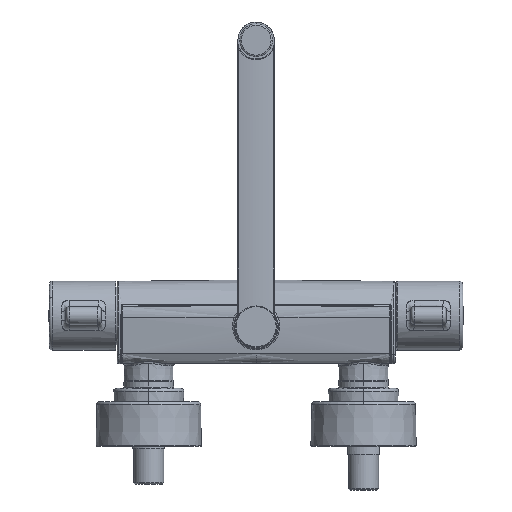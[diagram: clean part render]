
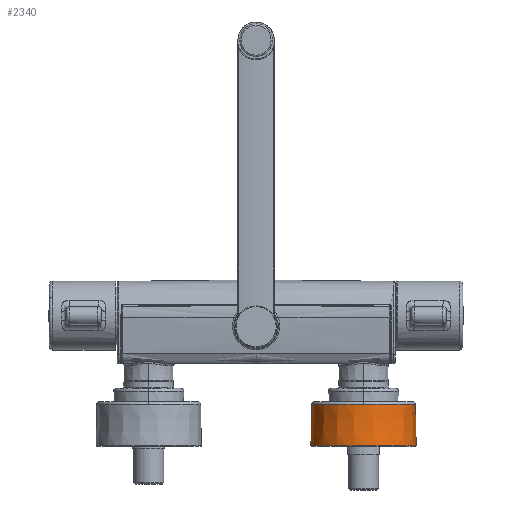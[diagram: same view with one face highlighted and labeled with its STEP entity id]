
A CAD part, front view. The second image highlights one B-rep face of the part: STEP entity #2340.
In plain terms, the highlighted conical face has half-angle 1 degrees and reference radius 36.2 mm.
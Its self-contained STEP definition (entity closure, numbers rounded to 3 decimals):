
#420 = VERTEX_POINT ( 'NONE', #23034 ) ;
#468 = DIRECTION ( 'NONE',  ( 0., -1., 0. ) ) ;
#2236 = VERTEX_POINT ( 'NONE', #25908 ) ;
#2340 = ADVANCED_FACE ( 'NONE', ( #33576 ), #21138, .T. ) ;
#3972 = CARTESIAN_POINT ( 'NONE',  ( 1097.721, 1359.706, 2139.69 ) ) ;
#6999 = CIRCLE ( 'NONE', #8307, 36.234 ) ;
#7423 = DIRECTION ( 'NONE',  ( 0., 0., 1. ) ) ;
#7463 = AXIS2_PLACEMENT_3D ( 'NONE', #34465, #17463, #468 ) ;
#7753 = CARTESIAN_POINT ( 'NONE',  ( 1097.185, 1359.706, 2108.995 ) ) ;
#8307 = AXIS2_PLACEMENT_3D ( 'NONE', #15348, #35204, #18190 ) ;
#8427 = ORIENTED_EDGE ( 'NONE', *, *, #8589, .T. ) ;
#8589 = EDGE_CURVE ( 'NONE', #22486, #420, #6999, .T. ) ;
#9465 = CARTESIAN_POINT ( 'NONE',  ( 1133.921, 1359.706, 2108.995 ) ) ;
#9750 = CARTESIAN_POINT ( 'NONE',  ( 1170.121, 1359.706, 2139.69 ) ) ;
#9761 = VECTOR ( 'NONE', #29630, 1000. ) ;
#11258 = VERTEX_POINT ( 'NONE', #7753 ) ;
#11462 = ORIENTED_EDGE ( 'NONE', *, *, #32536, .T. ) ;
#11892 = ORIENTED_EDGE ( 'NONE', *, *, #27975, .T. ) ;
#12291 = DIRECTION ( 'NONE',  ( 0., 1., 0. ) ) ;
#12849 = LINE ( 'NONE', #3972, #25310 ) ;
#13719 = ORIENTED_EDGE ( 'NONE', *, *, #14740, .F. ) ;
#13963 = CARTESIAN_POINT ( 'NONE',  ( 1133.921, 1359.706, 2139.69 ) ) ;
#14124 = AXIS2_PLACEMENT_3D ( 'NONE', #24448, #7423, #27305 ) ;
#14740 = EDGE_CURVE ( 'NONE', #22486, #18329, #24871, .T. ) ;
#15348 = CARTESIAN_POINT ( 'NONE',  ( 1133.921, 1359.706, 2137.725 ) ) ;
#15848 = DIRECTION ( 'NONE',  ( 1., 0., 0. ) ) ;
#17463 = DIRECTION ( 'NONE',  ( 0., 0., -1. ) ) ;
#17655 = CIRCLE ( 'NONE', #36327, 36.736 ) ;
#17932 = CARTESIAN_POINT ( 'NONE',  ( 1170.656, 1359.706, 2108.995 ) ) ;
#18190 = DIRECTION ( 'NONE',  ( 0., -1., 0. ) ) ;
#18329 = VERTEX_POINT ( 'NONE', #17932 ) ;
#20937 = CIRCLE ( 'NONE', #7463, 36.234 ) ;
#21138 = CONICAL_SURFACE ( 'NONE', #36056, 36.2, 0.017 ) ;
#22150 = ORIENTED_EDGE ( 'NONE', *, *, #29595, .T. ) ;
#22323 = CARTESIAN_POINT ( 'NONE',  ( 1170.155, 1359.706, 2137.725 ) ) ;
#22486 = VERTEX_POINT ( 'NONE', #22323 ) ;
#23034 = CARTESIAN_POINT ( 'NONE',  ( 1133.921, 1323.472, 2137.725 ) ) ;
#23147 = ORIENTED_EDGE ( 'NONE', *, *, #25923, .T. ) ;
#23197 = CIRCLE ( 'NONE', #14124, 36.736 ) ;
#23572 = VERTEX_POINT ( 'NONE', #30899 ) ;
#24448 = CARTESIAN_POINT ( 'NONE',  ( 1133.921, 1359.706, 2108.995 ) ) ;
#24871 = LINE ( 'NONE', #9750, #9761 ) ;
#25310 = VECTOR ( 'NONE', #32308, 1000. ) ;
#25908 = CARTESIAN_POINT ( 'NONE',  ( 1097.686, 1359.706, 2137.725 ) ) ;
#25923 = EDGE_CURVE ( 'NONE', #2236, #11258, #12849, .T. ) ;
#27305 = DIRECTION ( 'NONE',  ( 0., 1., 0. ) ) ;
#27975 = EDGE_CURVE ( 'NONE', #11258, #23572, #23197, .T. ) ;
#29367 = DIRECTION ( 'NONE',  ( 0., 0., 1. ) ) ;
#29595 = EDGE_CURVE ( 'NONE', #420, #2236, #20937, .T. ) ;
#29630 = DIRECTION ( 'NONE',  ( 0.017, 0., -1. ) ) ;
#30899 = CARTESIAN_POINT ( 'NONE',  ( 1133.921, 1322.97, 2108.995 ) ) ;
#32308 = DIRECTION ( 'NONE',  ( -0.017, 0., -1. ) ) ;
#32536 = EDGE_CURVE ( 'NONE', #23572, #18329, #17655, .T. ) ;
#33576 = FACE_OUTER_BOUND ( 'NONE', #36865, .T. ) ;
#34465 = CARTESIAN_POINT ( 'NONE',  ( 1133.921, 1359.706, 2137.725 ) ) ;
#34624 = DIRECTION ( 'NONE',  ( 0., 0., -1. ) ) ;
#35204 = DIRECTION ( 'NONE',  ( 0., 0., -1. ) ) ;
#36056 = AXIS2_PLACEMENT_3D ( 'NONE', #13963, #34624, #15848 ) ;
#36327 = AXIS2_PLACEMENT_3D ( 'NONE', #9465, #29367, #12291 ) ;
#36865 = EDGE_LOOP ( 'NONE', ( #8427, #22150, #23147, #11892, #11462, #13719 ) ) ;
